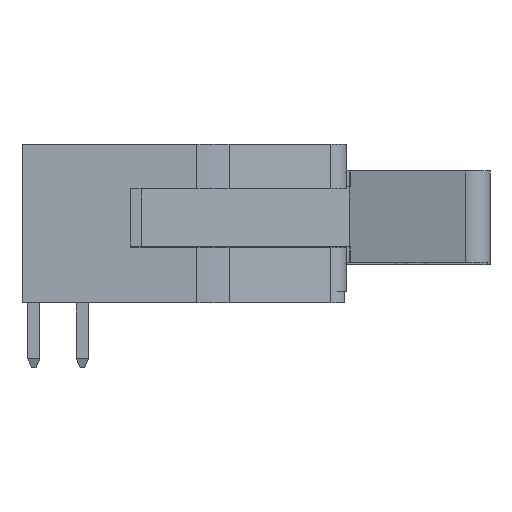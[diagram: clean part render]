
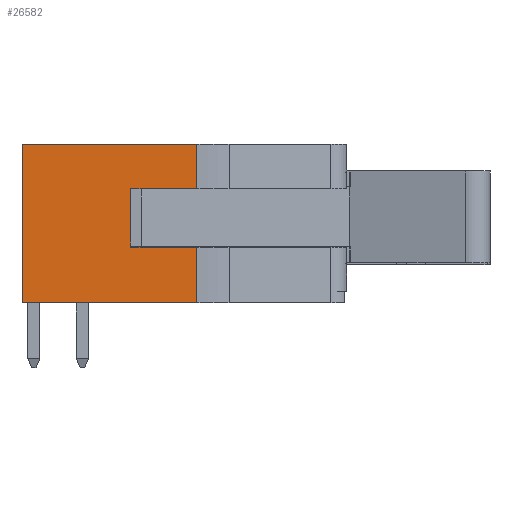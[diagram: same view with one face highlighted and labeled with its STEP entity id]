
A CAD part, front view. The second image highlights one B-rep face of the part: STEP entity #26582.
In plain terms, the highlighted face is planar.
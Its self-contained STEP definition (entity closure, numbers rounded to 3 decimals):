
#1990=ORIENTED_EDGE('',*,*,#9203,.F.);
#1991=ORIENTED_EDGE('',*,*,#9204,.F.);
#1992=ORIENTED_EDGE('',*,*,#9205,.T.);
#1993=ORIENTED_EDGE('',*,*,#9165,.F.);
#1994=ORIENTED_EDGE('',*,*,#9206,.T.);
#1995=ORIENTED_EDGE('',*,*,#9207,.T.);
#1996=ORIENTED_EDGE('',*,*,#9208,.F.);
#1997=ORIENTED_EDGE('',*,*,#8370,.F.);
#8370=EDGE_CURVE('',#12220,#12221,#14630,.T.);
#9165=EDGE_CURVE('',#12681,#12678,#15393,.T.);
#9203=EDGE_CURVE('',#12704,#12220,#15425,.T.);
#9204=EDGE_CURVE('',#12705,#12704,#15426,.T.);
#9205=EDGE_CURVE('',#12705,#12678,#15427,.T.);
#9206=EDGE_CURVE('',#12681,#12706,#15428,.T.);
#9207=EDGE_CURVE('',#12706,#12707,#15429,.T.);
#9208=EDGE_CURVE('',#12221,#12707,#15430,.T.);
#12220=VERTEX_POINT('',#37977);
#12221=VERTEX_POINT('',#37979);
#12678=VERTEX_POINT('',#39445);
#12681=VERTEX_POINT('',#39450);
#12704=VERTEX_POINT('',#39523);
#12705=VERTEX_POINT('',#39525);
#12706=VERTEX_POINT('',#39528);
#12707=VERTEX_POINT('',#39530);
#14630=LINE('',#37978,#18275);
#15393=LINE('',#39451,#19038);
#15425=LINE('',#39522,#19070);
#15426=LINE('',#39524,#19071);
#15427=LINE('',#39526,#19072);
#15428=LINE('',#39527,#19073);
#15429=LINE('',#39529,#19074);
#15430=LINE('',#39531,#19075);
#18275=VECTOR('',#30616,1000.);
#19038=VECTOR('',#31877,1000.);
#19070=VECTOR('',#31943,1000.);
#19071=VECTOR('',#31944,1000.);
#19072=VECTOR('',#31945,1000.);
#19073=VECTOR('',#31946,1000.);
#19074=VECTOR('',#31947,1000.);
#19075=VECTOR('',#31948,1000.);
#21903=EDGE_LOOP('',(#1990,#1991,#1992,#1993,#1994,#1995,#1996,#1997));
#23530=FACE_BOUND('',#21903,.T.);
#25137=PLANE('',#28724);
#26582=ADVANCED_FACE('',(#23530),#25137,.T.);
#28724=AXIS2_PLACEMENT_3D('',#39521,#31941,#31942);
#30616=DIRECTION('',(0.,1.,0.));
#31877=DIRECTION('',(0.,1.,0.));
#31941=DIRECTION('',(1.,0.,0.));
#31942=DIRECTION('',(0.,0.,-1.));
#31943=DIRECTION('',(0.,0.,1.));
#31944=DIRECTION('',(0.,1.,0.));
#31945=DIRECTION('',(0.,0.,1.));
#31946=DIRECTION('',(0.,0.,-1.));
#31947=DIRECTION('',(0.,1.,0.));
#31948=DIRECTION('',(0.,0.,-1.));
#37977=CARTESIAN_POINT('',(47.85,1.225,4.149));
#37978=CARTESIAN_POINT('',(47.85,-4.15,4.149));
#37979=CARTESIAN_POINT('',(47.85,4.15,4.149));
#39445=CARTESIAN_POINT('',(47.85,-1.825,4.149));
#39450=CARTESIAN_POINT('',(47.85,-4.15,4.149));
#39451=CARTESIAN_POINT('',(47.85,-4.15,4.149));
#39521=CARTESIAN_POINT('',(47.85,-4.15,5.));
#39522=CARTESIAN_POINT('',(47.85,1.225,0.7));
#39523=CARTESIAN_POINT('',(47.85,1.225,0.7));
#39524=CARTESIAN_POINT('',(47.85,-1.825,0.7));
#39525=CARTESIAN_POINT('',(47.85,-1.825,0.7));
#39526=CARTESIAN_POINT('',(47.85,-1.825,0.7));
#39527=CARTESIAN_POINT('',(47.85,-4.15,5.));
#39528=CARTESIAN_POINT('',(47.85,-4.15,-5.));
#39529=CARTESIAN_POINT('',(47.85,-4.15,-5.));
#39530=CARTESIAN_POINT('',(47.85,4.15,-5.));
#39531=CARTESIAN_POINT('',(47.85,4.15,5.));
